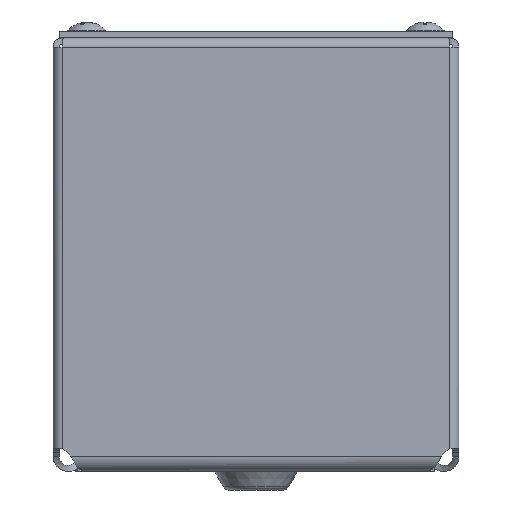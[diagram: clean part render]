
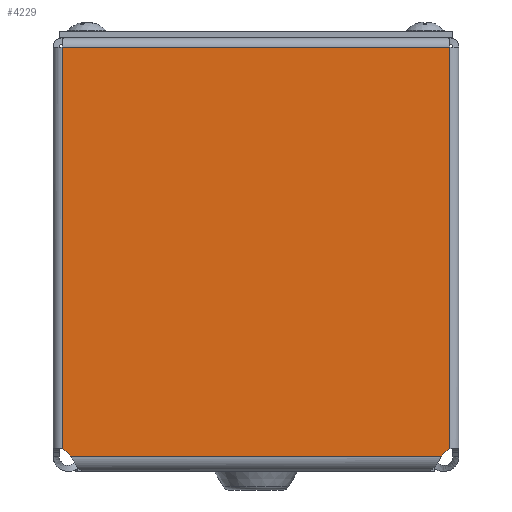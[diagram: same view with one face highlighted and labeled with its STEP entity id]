
A CAD part, front view. The second image highlights one B-rep face of the part: STEP entity #4229.
In plain terms, the highlighted face is planar.
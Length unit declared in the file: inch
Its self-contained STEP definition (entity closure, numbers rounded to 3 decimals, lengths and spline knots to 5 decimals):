
#317=LINE($,#6278,#652);
#320=LINE($,#6285,#655);
#408=LINE($,#7158,#743);
#433=LINE($,#7222,#768);
#434=LINE($,#7225,#769);
#435=LINE($,#7226,#770);
#652=VECTOR($,#5010,0.05293);
#655=VECTOR($,#5015,0.05293);
#743=VECTOR($,#5163,4.08178);
#768=VECTOR($,#5228,3.7707);
#769=VECTOR($,#5231,3.9385);
#770=VECTOR($,#5232,4.08178);
#969=PLANE($,#4547);
#1238=FACE_OUTER_BOUND($,#1543,.T.);
#1543=EDGE_LOOP($,(#3215,#3216,#3217,#3218,#3219,#3220,#3221,#3222));
#1756=CIRCLE($,#4507,0.11);
#1763=CIRCLE($,#4522,0.11);
#1917=VERTEX_POINT($,#6275);
#1918=VERTEX_POINT($,#6277);
#1919=VERTEX_POINT($,#6281);
#1921=VERTEX_POINT($,#6284);
#1924=VERTEX_POINT($,#6311);
#2001=VERTEX_POINT($,#7056);
#2020=VERTEX_POINT($,#7156);
#2036=VERTEX_POINT($,#7224);
#2293=EDGE_CURVE($,#1918,#1917,#317,.T.);
#2296=EDGE_CURVE($,#1921,#1919,#320,.T.);
#2400=EDGE_CURVE($,#1917,#2001,#1756,.T.);
#2422=EDGE_CURVE($,#1924,#1921,#1763,.T.);
#2433=EDGE_CURVE($,#2001,#2020,#408,.T.);
#2465=EDGE_CURVE($,#1919,#1918,#433,.T.);
#2466=EDGE_CURVE($,#2020,#2036,#434,.T.);
#2467=EDGE_CURVE($,#2036,#1924,#435,.T.);
#3215=ORIENTED_EDGE($,*,*,#2293,.T.);
#3216=ORIENTED_EDGE($,*,*,#2400,.T.);
#3217=ORIENTED_EDGE($,*,*,#2433,.T.);
#3218=ORIENTED_EDGE($,*,*,#2466,.T.);
#3219=ORIENTED_EDGE($,*,*,#2467,.T.);
#3220=ORIENTED_EDGE($,*,*,#2422,.T.);
#3221=ORIENTED_EDGE($,*,*,#2296,.T.);
#3222=ORIENTED_EDGE($,*,*,#2465,.T.);
#4229=ADVANCED_FACE($,(#1238),#969,.F.);
#4507=AXIS2_PLACEMENT_3D($,#7076,#5101,#5102);
#4522=AXIS2_PLACEMENT_3D($,#7116,#5146,#5147);
#4547=AXIS2_PLACEMENT_3D($,#7223,#5229,#5230);
#5010=DIRECTION($,(0.,-0.767,0.642));
#5015=DIRECTION($,(0.,0.767,0.642));
#5101=DIRECTION('center_axis',(-1.,0.,0.));
#5102=DIRECTION('ref_axis',(0.,-0.642,0.767));
#5146=DIRECTION('center_axis',(-1.,0.,0.));
#5147=DIRECTION('ref_axis',(0.,0.642,-0.767));
#5163=DIRECTION($,(0.,-1.,0.));
#5228=DIRECTION($,(0.,0.,1.));
#5229=DIRECTION('center_axis',(-1.,0.,0.));
#5230=DIRECTION('ref_axis',(0.,0.,
1.));
#5231=DIRECTION($,(0.,0.,-1.));
#5232=DIRECTION($,(0.,1.,0.));
#6275=CARTESIAN_POINT('',(4.0625,2.05315,-10.04025));
#6277=CARTESIAN_POINT('',(4.0625,2.09375,-10.07422));
#6278=CARTESIAN_POINT($,(4.0625,3.15696,-10.96398));
#6281=CARTESIAN_POINT('',(4.0625,2.09375,-13.84492));
#6284=CARTESIAN_POINT('',(4.0625,2.05315,-13.87889));
#6285=CARTESIAN_POINT($,(4.0625,1.20233,-14.59091));
#6311=CARTESIAN_POINT('',(4.0625,2.01928,-13.92882));
#7056=CARTESIAN_POINT('',(4.0625,2.01928,-9.99032));
#7076=CARTESIAN_POINT('Origin',(4.0625,2.12375,-9.95589));
#7116=CARTESIAN_POINT('Origin',(4.0625,2.12375,-13.96325));
#7156=CARTESIAN_POINT('',(4.0625,-2.0625,-9.99032));
#7158=CARTESIAN_POINT($,(4.0625,1.04688,-9.99032));
#7222=CARTESIAN_POINT($,(4.0625,2.09375,-14.02207));
#7223=CARTESIAN_POINT('Origin',(4.0625,0.,
-16.97913));
#7224=CARTESIAN_POINT('',(4.0625,-2.0625,-13.92882));
#7225=CARTESIAN_POINT($,(4.0625,-2.0625,-10.97495));
#7226=CARTESIAN_POINT($,(4.0625,-1.04688,-13.92882));
